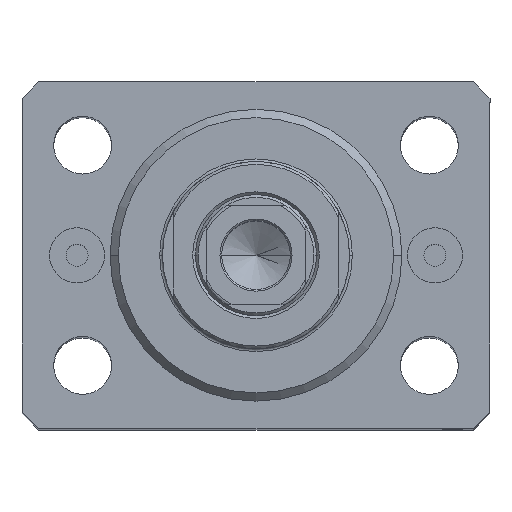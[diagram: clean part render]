
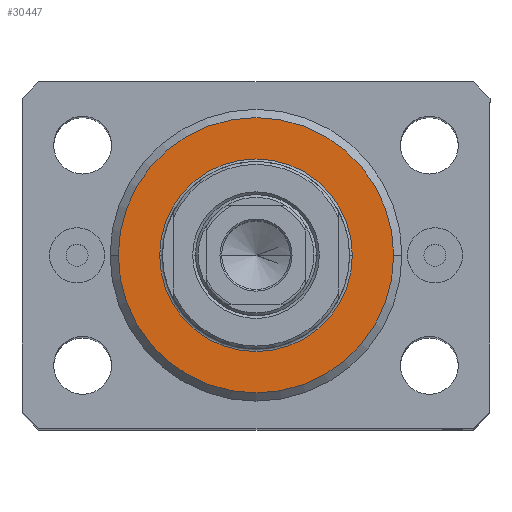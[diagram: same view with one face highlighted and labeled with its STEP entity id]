
A CAD part, top view. The second image highlights one B-rep face of the part: STEP entity #30447.
In plain terms, the highlighted face is planar.
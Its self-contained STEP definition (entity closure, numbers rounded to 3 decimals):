
#1299 = DIRECTION ( 'NONE',  ( 0., 0., -1. ) ) ;
#3649 = CARTESIAN_POINT ( 'NONE',  ( -17.5, 0., 0. ) ) ;
#5040 = AXIS2_PLACEMENT_3D ( 'NONE', #42857, #35915, #5211 ) ;
#5211 = DIRECTION ( 'NONE',  ( 1., 0., 0. ) ) ;
#5636 = AXIS2_PLACEMENT_3D ( 'NONE', #13877, #40781, #37644 ) ;
#6960 = CARTESIAN_POINT ( 'NONE',  ( 25., 0., 0. ) ) ;
#7664 = CIRCLE ( 'NONE', #13381, 17.5 ) ;
#7854 = ORIENTED_EDGE ( 'NONE', *, *, #24252, .T. ) ;
#9607 = VERTEX_POINT ( 'NONE', #12288 ) ;
#9689 = FACE_OUTER_BOUND ( 'NONE', #39979, .T. ) ;
#9999 = VERTEX_POINT ( 'NONE', #24728 ) ;
#10517 = AXIS2_PLACEMENT_3D ( 'NONE', #35378, #1299, #15633 ) ;
#10655 = VERTEX_POINT ( 'NONE', #3649 ) ;
#12288 = CARTESIAN_POINT ( 'NONE',  ( -25., 0., 0. ) ) ;
#13379 = ORIENTED_EDGE ( 'NONE', *, *, #33232, .T. ) ;
#13381 = AXIS2_PLACEMENT_3D ( 'NONE', #13446, #33869, #40803 ) ;
#13446 = CARTESIAN_POINT ( 'NONE',  ( 0., 0., 0. ) ) ;
#13877 = CARTESIAN_POINT ( 'NONE',  ( 0., 0., 0. ) ) ;
#15633 = DIRECTION ( 'NONE',  ( 1., 0., 0. ) ) ;
#15928 = EDGE_CURVE ( 'NONE', #9607, #43291, #38491, .T. ) ;
#17743 = EDGE_LOOP ( 'NONE', ( #7854, #13379 ) ) ;
#20090 = CIRCLE ( 'NONE', #5040, 25. ) ;
#24252 = EDGE_CURVE ( 'NONE', #9999, #10655, #7664, .T. ) ;
#24728 = CARTESIAN_POINT ( 'NONE',  ( 17.5, 0., 0. ) ) ;
#30447 = ADVANCED_FACE ( 'NONE', ( #40429, #9689 ), #37068, .F. ) ;
#33232 = EDGE_CURVE ( 'NONE', #10655, #9999, #36393, .T. ) ;
#33256 = CARTESIAN_POINT ( 'NONE',  ( 0., 0., 0. ) ) ;
#33498 = AXIS2_PLACEMENT_3D ( 'NONE', #33256, #33929, #37294 ) ;
#33869 = DIRECTION ( 'NONE',  ( 0., 0., 1. ) ) ;
#33929 = DIRECTION ( 'NONE',  ( 0., 0., 1. ) ) ;
#34194 = ORIENTED_EDGE ( 'NONE', *, *, #15928, .T. ) ;
#35378 = CARTESIAN_POINT ( 'NONE',  ( 0., 0., 0. ) ) ;
#35915 = DIRECTION ( 'NONE',  ( 0., 0., -1. ) ) ;
#36393 = CIRCLE ( 'NONE', #5636, 17.5 ) ;
#37068 = PLANE ( 'NONE',  #33498 ) ;
#37294 = DIRECTION ( 'NONE',  ( 1., 0., 0. ) ) ;
#37644 = DIRECTION ( 'NONE',  ( 1., 0., 0. ) ) ;
#38491 = CIRCLE ( 'NONE', #10517, 25. ) ;
#38557 = EDGE_CURVE ( 'NONE', #43291, #9607, #20090, .T. ) ;
#39979 = EDGE_LOOP ( 'NONE', ( #42110, #34194 ) ) ;
#40429 = FACE_BOUND ( 'NONE', #17743, .T. ) ;
#40781 = DIRECTION ( 'NONE',  ( 0., 0., 1. ) ) ;
#40803 = DIRECTION ( 'NONE',  ( 1., 0., 0. ) ) ;
#42110 = ORIENTED_EDGE ( 'NONE', *, *, #38557, .T. ) ;
#42857 = CARTESIAN_POINT ( 'NONE',  ( 0., 0., 0. ) ) ;
#43291 = VERTEX_POINT ( 'NONE', #6960 ) ;
